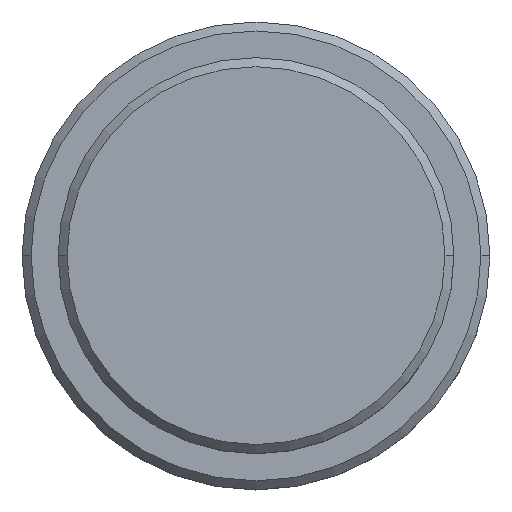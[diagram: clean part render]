
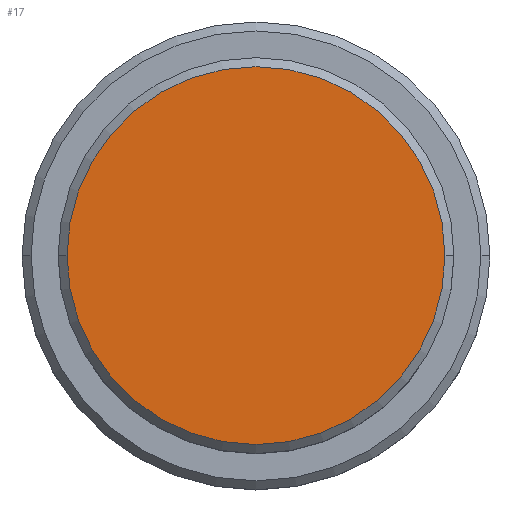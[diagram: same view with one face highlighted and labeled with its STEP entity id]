
A CAD part, top view. The second image highlights one B-rep face of the part: STEP entity #17.
In plain terms, the highlighted planar face has unit normal (0, 0, 1).
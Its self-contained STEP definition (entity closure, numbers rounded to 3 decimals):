
#17 = ADVANCED_FACE ( 'NONE', ( #244 ), #474, .T. ) ;
#138 = DIRECTION ( 'NONE',  ( 1., 0., 0. ) ) ;
#162 = DIRECTION ( 'NONE',  ( 0., 0., 1. ) ) ;
#175 = DIRECTION ( 'NONE',  ( 0., 0., 1. ) ) ;
#244 = FACE_OUTER_BOUND ( 'NONE', #1033, .T. ) ;
#268 = CARTESIAN_POINT ( 'NONE',  ( 0., 0., 0. ) ) ;
#291 = DIRECTION ( 'NONE',  ( 1., 0., 0. ) ) ;
#300 = AXIS2_PLACEMENT_3D ( 'NONE', #268, #175, #492 ) ;
#312 = CARTESIAN_POINT ( 'NONE',  ( -10.5, 0., 0. ) ) ;
#315 = CARTESIAN_POINT ( 'NONE',  ( 0., 0., 0. ) ) ;
#474 = PLANE ( 'NONE',  #958 ) ;
#492 = DIRECTION ( 'NONE',  ( 1., 0., 0. ) ) ;
#493 = ORIENTED_EDGE ( 'NONE', *, *, #707, .T. ) ;
#668 = EDGE_CURVE ( 'NONE', #1171, #970, #938, .T. ) ;
#707 = EDGE_CURVE ( 'NONE', #970, #1171, #1330, .T. ) ;
#764 = DIRECTION ( 'NONE',  ( 0., 0., 1. ) ) ;
#786 = CARTESIAN_POINT ( 'NONE',  ( 10.5, 0., 0. ) ) ;
#790 = AXIS2_PLACEMENT_3D ( 'NONE', #1368, #162, #291 ) ;
#938 = CIRCLE ( 'NONE', #790, 10.5 ) ;
#958 = AXIS2_PLACEMENT_3D ( 'NONE', #315, #764, #138 ) ;
#970 = VERTEX_POINT ( 'NONE', #786 ) ;
#1033 = EDGE_LOOP ( 'NONE', ( #1322, #493 ) ) ;
#1171 = VERTEX_POINT ( 'NONE', #312 ) ;
#1322 = ORIENTED_EDGE ( 'NONE', *, *, #668, .T. ) ;
#1330 = CIRCLE ( 'NONE', #300, 10.5 ) ;
#1368 = CARTESIAN_POINT ( 'NONE',  ( 0., 0., 0. ) ) ;
